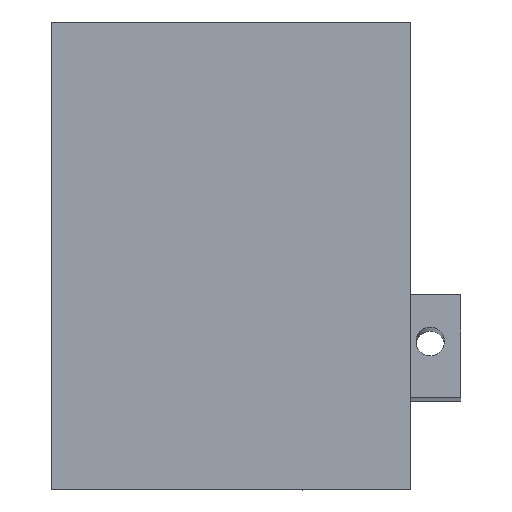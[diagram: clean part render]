
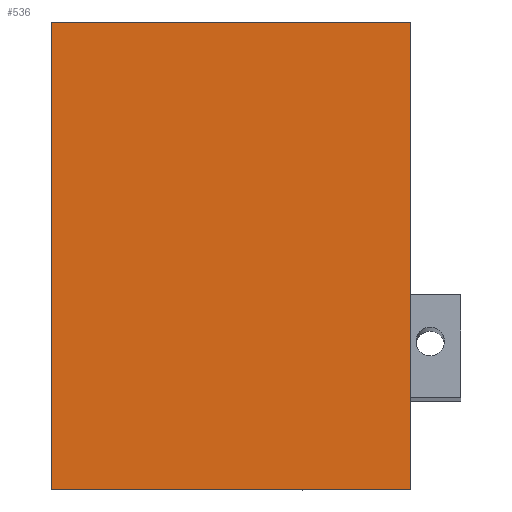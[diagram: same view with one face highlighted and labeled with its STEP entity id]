
A CAD part, top view. The second image highlights one B-rep face of the part: STEP entity #536.
In plain terms, the highlighted planar face has unit normal (0, 0, 1).
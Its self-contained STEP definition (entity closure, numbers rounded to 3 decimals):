
#41=PLANE('',#597);
#62=FACE_OUTER_BOUND('',#95,.T.);
#95=EDGE_LOOP('',(#431,#432,#433,#434));
#120=LINE('',#781,#174);
#128=LINE('',#802,#182);
#134=LINE('',#875,#188);
#144=LINE('',#979,#198);
#174=VECTOR('',#634,10.);
#182=VECTOR('',#650,10.);
#188=VECTOR('',#664,10.);
#198=VECTOR('',#684,10.);
#246=VERTEX_POINT('',#778);
#247=VERTEX_POINT('',#780);
#256=VERTEX_POINT('',#800);
#264=VERTEX_POINT('',#873);
#296=EDGE_CURVE('',#246,#247,#120,.T.);
#307=EDGE_CURVE('',#256,#246,#128,.T.);
#316=EDGE_CURVE('',#264,#256,#134,.T.);
#331=EDGE_CURVE('',#247,#264,#144,.T.);
#431=ORIENTED_EDGE('',*,*,#316,.F.);
#432=ORIENTED_EDGE('',*,*,#331,.F.);
#433=ORIENTED_EDGE('',*,*,#296,.F.);
#434=ORIENTED_EDGE('',*,*,#307,.F.);
#536=ADVANCED_FACE('',(#62),#41,.F.);
#597=AXIS2_PLACEMENT_3D('',#996,#700,#701);
#634=DIRECTION('',(1.,0.,0.));
#650=DIRECTION('',(0.,1.,0.));
#664=DIRECTION('',(-1.,0.,0.));
#684=DIRECTION('',(0.,-1.,0.));
#700=DIRECTION('center_axis',(0.,0.,-1.));
#701=DIRECTION('ref_axis',(0.,1.,0.));
#778=CARTESIAN_POINT('',(-34.15,6.,24.5));
#780=CARTESIAN_POINT('',(30.35,6.,24.5));
#781=CARTESIAN_POINT('',(-34.15,6.,24.5));
#800=CARTESIAN_POINT('',(-34.15,-77.85,24.5));
#802=CARTESIAN_POINT('',(-34.15,-38.925,24.5));
#873=CARTESIAN_POINT('',(30.35,-77.85,24.5));
#875=CARTESIAN_POINT('',(-1.9,-77.85,24.5));
#979=CARTESIAN_POINT('',(30.35,-35.925,24.5));
#996=CARTESIAN_POINT('Origin',(-34.15,-77.85,24.5));
